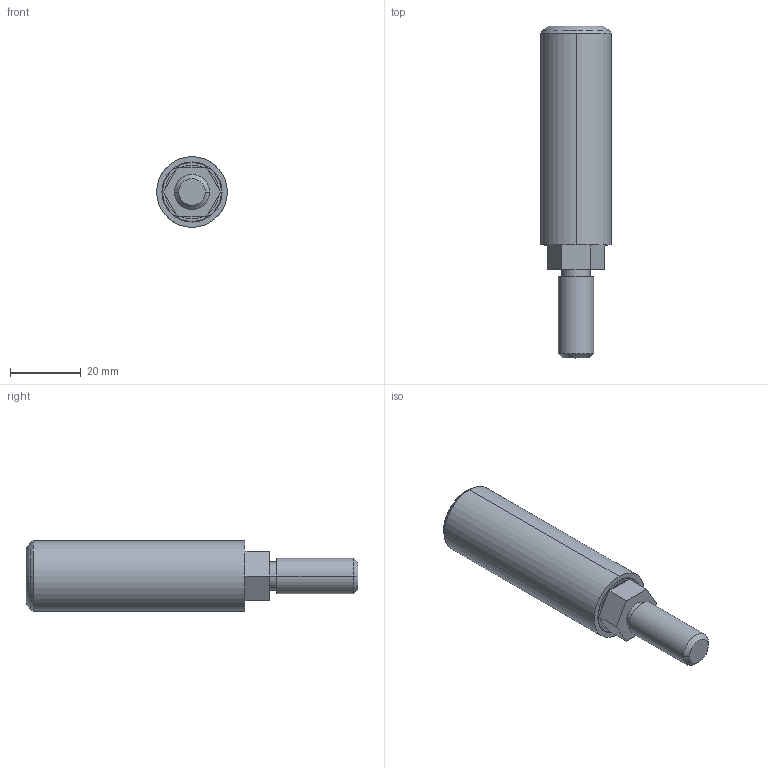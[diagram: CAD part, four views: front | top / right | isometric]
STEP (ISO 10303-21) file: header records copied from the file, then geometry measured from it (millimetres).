
FILE_DESCRIPTION (( 'STEP AP203' ), '1' );
FILE_NAME ('211109 STEP 3-400070-00_0631.STEP', '2021-11-09T04:21:04', ( '' ), ( '' ), 'SwSTEP 2.0', 'SolidWorks 2021', '' );
FILE_SCHEMA (( 'CONFIG_CONTROL_DESIGN' ));
Length unit declared in the file: inch
Products named in the file (1): 211109 STEP 3-400070-00_0631
Bounding box: 20 x 94 x 20 mm (x, y, z)
Surface area: 5986.3 mm2 (no closed solid volume)
Topology: 0 solids, 5 shells, 33 faces, 76 edges, 50 vertices
Faces by surface type: plane 13, cylinder 8, cone 8, torus 4
Entity records: 1019 total; most frequent: DIRECTION 186, CARTESIAN_POINT 160, ORIENTED_EDGE 132, EDGE_CURVE 76, AXIS2_PLACEMENT_3D 76, VERTEX_POINT 50, CIRCLE 42, EDGE_LOOP 38
